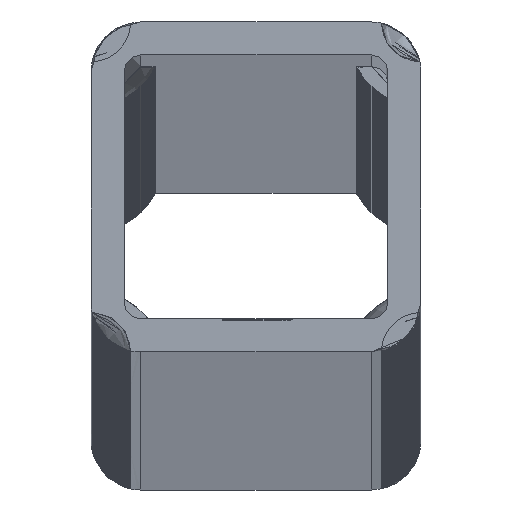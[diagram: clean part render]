
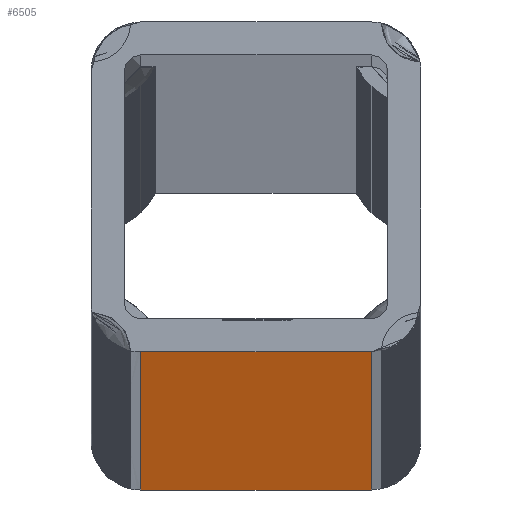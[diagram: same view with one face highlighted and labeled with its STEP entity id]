
A CAD part, top view. The second image highlights one B-rep face of the part: STEP entity #6505.
In plain terms, the highlighted planar face has unit normal (0, -1, 0).
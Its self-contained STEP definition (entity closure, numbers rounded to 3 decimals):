
#336 = DIRECTION ( 'NONE',  ( 0., 0., -1. ) ) ;
#6505 = ADVANCED_FACE ( 'NONE', ( #17590 ), #197725, .T. ) ;
#7501 = LINE ( 'NONE', #236277, #204025 ) ;
#11417 = EDGE_CURVE ( 'NONE', #170127, #135501, #87579, .T. ) ;
#17590 = FACE_OUTER_BOUND ( 'NONE', #119705, .T. ) ;
#27895 = EDGE_CURVE ( 'NONE', #135501, #119169, #7501, .T. ) ;
#28114 = VECTOR ( 'NONE', #182627, 1000. ) ;
#37171 = DIRECTION ( 'NONE',  ( 1., 0., 0. ) ) ;
#60986 = CARTESIAN_POINT ( 'NONE',  ( 8.75, -12.5, 0. ) ) ;
#74230 = VERTEX_POINT ( 'NONE', #60986 ) ;
#77603 = DIRECTION ( 'NONE',  ( 0., 0., -1. ) ) ;
#83108 = CARTESIAN_POINT ( 'NONE',  ( -12.5, -12.5, 0. ) ) ;
#83535 = LINE ( 'NONE', #163762, #28114 ) ;
#87579 = LINE ( 'NONE', #170410, #139856 ) ;
#94985 = EDGE_CURVE ( 'NONE', #170127, #74230, #221355, .T. ) ;
#101632 = CARTESIAN_POINT ( 'NONE',  ( -12.5, -12.5, -6000. ) ) ;
#105790 = AXIS2_PLACEMENT_3D ( 'NONE', #101632, #121408, #336 ) ;
#110557 = CARTESIAN_POINT ( 'NONE',  ( -8.75, -12.5, 0. ) ) ;
#114458 = ORIENTED_EDGE ( 'NONE', *, *, #94985, .F. ) ;
#119169 = VERTEX_POINT ( 'NONE', #136579 ) ;
#119705 = EDGE_LOOP ( 'NONE', ( #114458, #152143, #154906, #211549 ) ) ;
#121408 = DIRECTION ( 'NONE',  ( 0., -1., 0. ) ) ;
#130728 = CARTESIAN_POINT ( 'NONE',  ( -8.75, -12.5, -6000. ) ) ;
#135501 = VERTEX_POINT ( 'NONE', #130728 ) ;
#136579 = CARTESIAN_POINT ( 'NONE',  ( 8.75, -12.5, -6000. ) ) ;
#139856 = VECTOR ( 'NONE', #77603, 1000. ) ;
#152143 = ORIENTED_EDGE ( 'NONE', *, *, #11417, .T. ) ;
#154906 = ORIENTED_EDGE ( 'NONE', *, *, #27895, .T. ) ;
#163762 = CARTESIAN_POINT ( 'NONE',  ( 8.75, -12.5, -6000. ) ) ;
#166783 = EDGE_CURVE ( 'NONE', #119169, #74230, #83535, .T. ) ;
#170127 = VERTEX_POINT ( 'NONE', #110557 ) ;
#170410 = CARTESIAN_POINT ( 'NONE',  ( -8.75, -12.5, -6000. ) ) ;
#182627 = DIRECTION ( 'NONE',  ( 0., 0., 1. ) ) ;
#197725 = PLANE ( 'NONE',  #105790 ) ;
#199899 = VECTOR ( 'NONE', #223844, 1000. ) ;
#204025 = VECTOR ( 'NONE', #37171, 1000. ) ;
#211549 = ORIENTED_EDGE ( 'NONE', *, *, #166783, .T. ) ;
#221355 = LINE ( 'NONE', #83108, #199899 ) ;
#223844 = DIRECTION ( 'NONE',  ( 1., 0., 0. ) ) ;
#236277 = CARTESIAN_POINT ( 'NONE',  ( -12.5, -12.5, -6000. ) ) ;
